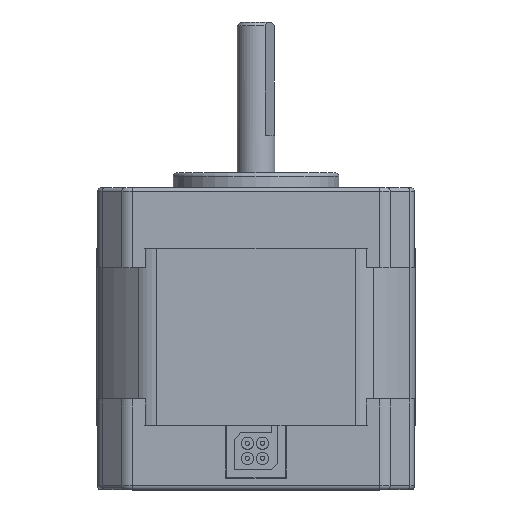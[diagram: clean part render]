
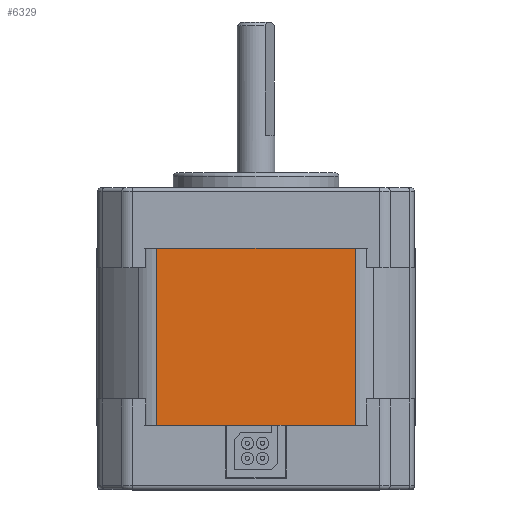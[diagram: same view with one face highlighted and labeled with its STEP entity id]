
A CAD part, top view. The second image highlights one B-rep face of the part: STEP entity #6329.
In plain terms, the highlighted planar face has unit normal (0, 0, 1).
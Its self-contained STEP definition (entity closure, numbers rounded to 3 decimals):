
#795=FACE_OUTER_BOUND('',#1182,.T.);
#1182=EDGE_LOOP('',(#4105,#4106,#4107,#4108));
#1599=LINE('',#9667,#2030);
#1605=LINE('',#9722,#2036);
#1616=LINE('',#9754,#2047);
#1617=LINE('',#9755,#2048);
#2030=VECTOR('',#7637,26.263);
#2036=VECTOR('',#7687,26.263);
#2047=VECTOR('',#7726,23.5);
#2048=VECTOR('',#7727,23.5);
#2462=VERTEX_POINT('',#9664);
#2463=VERTEX_POINT('',#9666);
#2489=VERTEX_POINT('',#9719);
#2490=VERTEX_POINT('',#9721);
#3074=EDGE_CURVE('',#2462,#2463,#1599,.T.);
#3101=EDGE_CURVE('',#2490,#2489,#1605,.T.);
#3120=EDGE_CURVE('',#2489,#2463,#1616,.F.);
#3121=EDGE_CURVE('',#2462,#2490,#1617,.T.);
#4105=ORIENTED_EDGE('',*,*,#3101,.T.);
#4106=ORIENTED_EDGE('',*,*,#3120,.T.);
#4107=ORIENTED_EDGE('',*,*,#3074,.F.);
#4108=ORIENTED_EDGE('',*,*,#3121,.T.);
#5779=PLANE('',#6772);
#6329=ADVANCED_FACE('',(#795),#5779,.F.);
#6772=AXIS2_PLACEMENT_3D('',#9753,#7724,#7725);
#7637=DIRECTION('',(1.,0.,0.));
#7687=DIRECTION('',(1.,0.,0.));
#7724=DIRECTION('center_axis',(0.,0.,-1.));
#7725=DIRECTION('ref_axis',(-1.,0.,0.));
#7726=DIRECTION('',(0.,-1.,0.));
#7727=DIRECTION('',(0.,-1.,0.));
#9664=CARTESIAN_POINT('',(-13.132,32.,21.15));
#9666=CARTESIAN_POINT('',(13.132,32.,21.15));
#9667=CARTESIAN_POINT('',(-13.132,32.,21.15));
#9719=CARTESIAN_POINT('',(13.132,8.5,21.15));
#9721=CARTESIAN_POINT('',(-13.132,8.5,21.15));
#9722=CARTESIAN_POINT('',(-13.132,8.5,21.15));
#9753=CARTESIAN_POINT('Origin',(-14.424,32.,21.15));
#9754=CARTESIAN_POINT('',(13.132,32.,21.15));
#9755=CARTESIAN_POINT('',(-13.132,32.,21.15));
